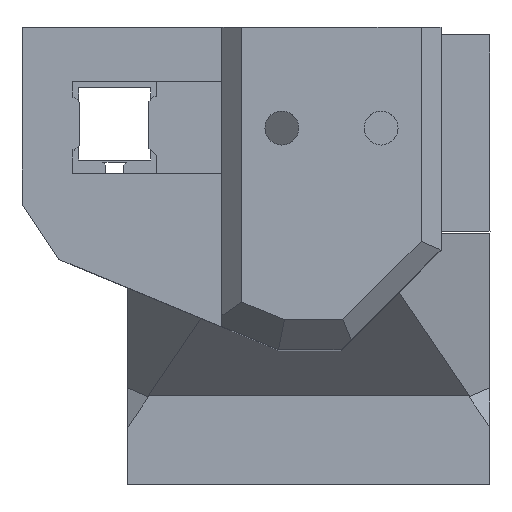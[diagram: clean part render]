
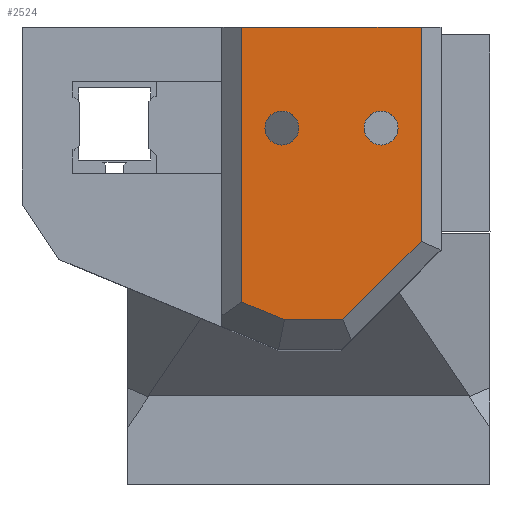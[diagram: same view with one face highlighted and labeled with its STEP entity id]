
A CAD part, top view. The second image highlights one B-rep face of the part: STEP entity #2524.
In plain terms, the highlighted planar face has unit normal (0, 0, 1).
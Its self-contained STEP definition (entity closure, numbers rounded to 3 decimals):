
#31=FACE_BOUND('',#243,.T.);
#32=FACE_BOUND('',#244,.T.);
#63=CIRCLE('',#2691,1.7);
#64=CIRCLE('',#2692,1.7);
#109=FACE_OUTER_BOUND('',#242,.T.);
#242=EDGE_LOOP('',(#1814,#1815,#1816,#1817,#1818,#1819));
#243=EDGE_LOOP('',(#1820));
#244=EDGE_LOOP('',(#1821));
#363=LINE('',#3509,#701);
#438=LINE('',#3753,#776);
#439=LINE('',#3757,#777);
#440=LINE('',#3759,#778);
#441=LINE('',#3760,#779);
#442=LINE('',#3761,#780);
#701=VECTOR('',#2847,10.);
#776=VECTOR('',#3008,10.);
#777=VECTOR('',#3011,10.);
#778=VECTOR('',#3012,10.);
#779=VECTOR('',#3013,10.);
#780=VECTOR('',#3014,10.);
#1037=VERTEX_POINT('',#3503);
#1039=VERTEX_POINT('',#3507);
#1104=VERTEX_POINT('',#3751);
#1105=VERTEX_POINT('',#3755);
#1106=VERTEX_POINT('',#3756);
#1107=VERTEX_POINT('',#3758);
#1108=VERTEX_POINT('',#3762);
#1109=VERTEX_POINT('',#3764);
#1285=EDGE_CURVE('',#1039,#1037,#363,.T.);
#1379=EDGE_CURVE('',#1104,#1039,#438,.T.);
#1380=EDGE_CURVE('',#1105,#1106,#439,.T.);
#1381=EDGE_CURVE('',#1107,#1105,#440,.T.);
#1382=EDGE_CURVE('',#1037,#1107,#441,.T.);
#1383=EDGE_CURVE('',#1104,#1106,#442,.T.);
#1384=EDGE_CURVE('',#1108,#1108,#63,.T.);
#1385=EDGE_CURVE('',#1109,#1109,#64,.T.);
#1814=ORIENTED_EDGE('',*,*,#1380,.F.);
#1815=ORIENTED_EDGE('',*,*,#1381,.F.);
#1816=ORIENTED_EDGE('',*,*,#1382,.F.);
#1817=ORIENTED_EDGE('',*,*,#1285,.F.);
#1818=ORIENTED_EDGE('',*,*,#1379,.F.);
#1819=ORIENTED_EDGE('',*,*,#1383,.T.);
#1820=ORIENTED_EDGE('',*,*,#1384,.T.);
#1821=ORIENTED_EDGE('',*,*,#1385,.T.);
#2398=PLANE('',#2690);
#2524=ADVANCED_FACE('',(#109,#31,#32),#2398,.T.);
#2690=AXIS2_PLACEMENT_3D('',#3754,#3009,#3010);
#2691=AXIS2_PLACEMENT_3D('',#3763,#3015,#3016);
#2692=AXIS2_PLACEMENT_3D('',#3765,#3017,#3018);
#2847=DIRECTION('',(-0.707,-0.707,0.));
#3008=DIRECTION('',(0.,-1.,0.));
#3009=DIRECTION('center_axis',(0.,0.,
1.));
#3010=DIRECTION('ref_axis',(1.,0.,0.));
#3011=DIRECTION('',(0.,1.,0.));
#3012=DIRECTION('',(-0.924,0.383,0.));
#3013=DIRECTION('',(-1.,0.,0.));
#3014=DIRECTION('',(-1.,0.,0.));
#3015=DIRECTION('center_axis',(0.,0.,
-1.));
#3016=DIRECTION('ref_axis',(-1.,0.,0.));
#3017=DIRECTION('center_axis',(0.,0.,
-1.));
#3018=DIRECTION('ref_axis',(-1.,0.,0.));
#3503=CARTESIAN_POINT('',(-56.19,128.72,4.4));
#3507=CARTESIAN_POINT('',(-48.362,136.548,4.4));
#3509=CARTESIAN_POINT('',(-54.39,130.519,4.4));
#3751=CARTESIAN_POINT('',(-48.362,158.003,4.4));
#3753=CARTESIAN_POINT('',(-48.362,136.177,4.4));
#3754=CARTESIAN_POINT('Origin',(-60.286,139.186,4.4));
#3755=CARTESIAN_POINT('',(-66.286,130.481,4.4));
#3756=CARTESIAN_POINT('',(-66.286,158.003,4.4));
#3757=CARTESIAN_POINT('',(-66.286,142.169,4.4));
#3758=CARTESIAN_POINT('',(-62.032,128.72,4.4));
#3759=CARTESIAN_POINT('',(-65.983,130.356,4.4));
#3760=CARTESIAN_POINT('',(-56.786,128.72,4.4));
#3761=CARTESIAN_POINT('',(-64.286,158.003,4.4));
#3762=CARTESIAN_POINT('',(-50.662,147.903,4.4));
#3763=CARTESIAN_POINT('Origin',(-52.362,147.903,4.4));
#3764=CARTESIAN_POINT('',(-60.586,147.903,4.4));
#3765=CARTESIAN_POINT('Origin',(-62.286,147.903,4.4));
